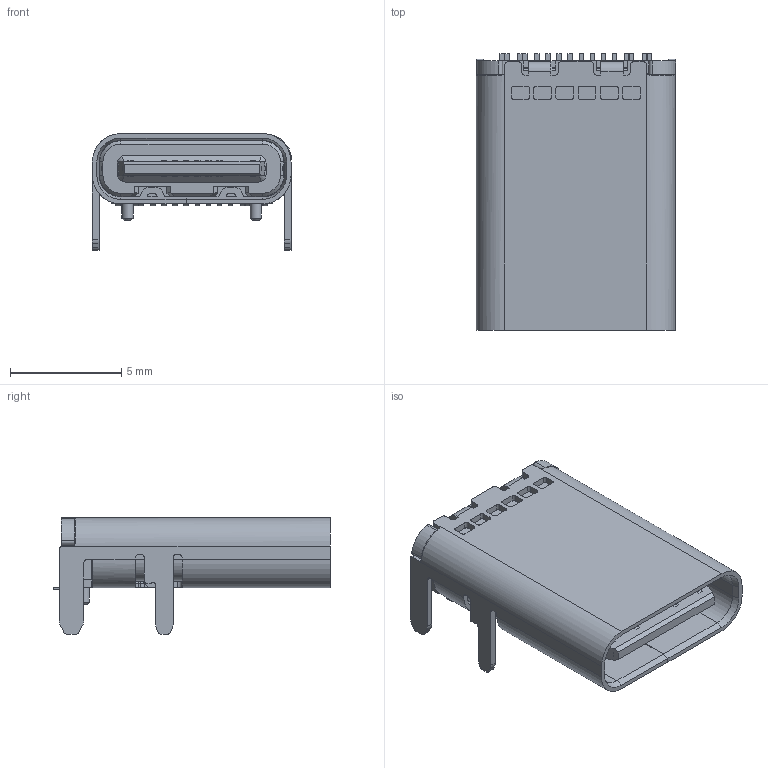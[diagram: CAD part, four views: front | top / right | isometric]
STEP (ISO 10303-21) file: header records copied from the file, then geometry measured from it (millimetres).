
FILE_DESCRIPTION(/* description */ ('Unknown'),/* implementation_level */ '2;1');
FILE_NAME(/* name */ 'MC-121-L124',/* time_stamp */ '2025-10-10T13:32:01+03:00',/* author */ ('Unknown'),/* organization */ ('Unknown'),/* preprocessor_version */ 'ST-DEVELOPER v19.4',/* originating_system */ 'Solid Edge',/* authorisation */ 'Unknown');
FILE_SCHEMA (('AUTOMOTIVE_DESIGN {1 0 10303 214 3 1 1}'));
Length unit declared in the file: millimetre
Products named in the file (3): MC-121-L124; MC-121-L124_external; MC-121-L124_internal
Assembly tree (2 placements, depth 2):
  MC-121-L124
    MC-121-L124_external
    MC-121-L124_internal
Bounding box: 8.96 x 12.45 x 5.26 mm (x, y, z)
Volume: 244.6 mm3; surface area: 784.5 mm2
Topology: 2 solids, 4 shells, 659 faces, 1835 edges, 1183 vertices
Faces by surface type: plane 464, cylinder 175, cone 20
Full cylindrical faces by diameter (mm): 0.5 x2
Entity records: 23303 total; most frequent: CARTESIAN_POINT 3750, ORIENTED_EDGE 3656, DIRECTION 3486, EDGE_CURVE 1828, LINE 1446, VECTOR 1446, VERTEX_POINT 1180, AXIS2_PLACEMENT_3D 1020
